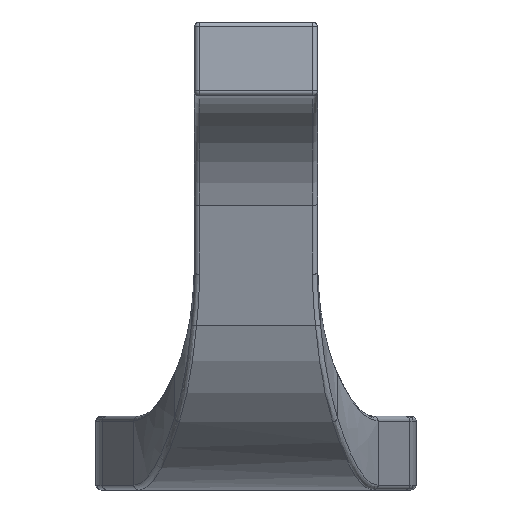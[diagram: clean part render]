
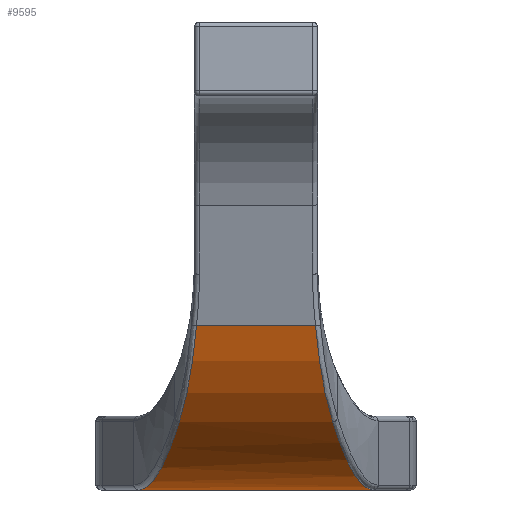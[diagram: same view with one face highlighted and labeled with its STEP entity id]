
A CAD part, left-side view. The second image highlights one B-rep face of the part: STEP entity #9595.
In plain terms, the highlighted cylindrical face has radius 45 mm (diameter 90 mm), a partial arc.
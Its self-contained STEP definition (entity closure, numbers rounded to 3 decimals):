
#1099=CARTESIAN_POINT('',(-31.,-23.749,0.));
#1100=CARTESIAN_POINT('',(-33.01,-23.294,0.));
#1101=CARTESIAN_POINT('',(-37.03,-22.385,
0.27));
#1102=CARTESIAN_POINT('',(-42.951,-21.021,
1.476));
#1103=CARTESIAN_POINT('',(-48.658,-19.657,
3.463));
#1104=CARTESIAN_POINT('',(-54.049,-18.294,
6.194));
#1105=CARTESIAN_POINT('',(-59.027,-16.93,
9.621));
#1106=CARTESIAN_POINT('',(-62.01,-16.021,
12.329));
#1107=CARTESIAN_POINT('',(-63.405,-15.566,
13.776));
#1112=DIRECTION('',(0.,1.,0.));
#1113=VECTOR('',#1112,47.497);
#1114=CARTESIAN_POINT('',(-31.,-23.749,0.));
#1115=LINE('',#1114,#1113);
#1119=CARTESIAN_POINT('',(-63.405,15.566,13.776));
#1120=CARTESIAN_POINT('',(-62.01,16.021,12.329));
#1121=CARTESIAN_POINT('',(-59.027,16.93,9.621));
#1122=CARTESIAN_POINT('',(-54.049,18.294,6.194));
#1123=CARTESIAN_POINT('',(-48.658,19.657,3.463));
#1124=CARTESIAN_POINT('',(-42.951,21.021,1.476));
#1125=CARTESIAN_POINT('',(-37.03,22.385,
0.27));
#1126=CARTESIAN_POINT('',(-33.01,23.294,0.));
#1127=CARTESIAN_POINT('',(-31.,23.749,0.));
#1147=DIRECTION('',(0.,1.,0.));
#1148=VECTOR('',#1147,24.16);
#1149=CARTESIAN_POINT('',(-74.467,-12.08,
33.353));
#1150=LINE('',#1149,#1148);
#1264=CARTESIAN_POINT('',(-74.467,12.08,33.353));
#1265=CARTESIAN_POINT('',(-73.978,12.237,31.529));
#1266=CARTESIAN_POINT('',(-72.77,12.616,27.939));
#1267=CARTESIAN_POINT('',(-70.292,13.382,22.82));
#1268=CARTESIAN_POINT('',(-67.184,14.35,18.046));
#1269=CARTESIAN_POINT('',(-64.723,15.137,15.144));
#1270=CARTESIAN_POINT('',(-63.405,15.566,13.776));
#2599=CARTESIAN_POINT('',(-63.405,-15.566,
13.776));
#2600=CARTESIAN_POINT('',(-64.723,-15.137,
15.144));
#2601=CARTESIAN_POINT('',(-67.184,-14.35,
18.046));
#2602=CARTESIAN_POINT('',(-70.292,-13.382,
22.82));
#2603=CARTESIAN_POINT('',(-72.77,-12.616,
27.939));
#2604=CARTESIAN_POINT('',(-73.978,-12.237,
31.529));
#2605=CARTESIAN_POINT('',(-74.467,-12.08,
33.353));
#9067=CARTESIAN_POINT('',(-31.,23.749,0.));
#9068=VERTEX_POINT('',#9067);
#9069=CARTESIAN_POINT('',(-31.,-23.749,0.));
#9070=VERTEX_POINT('',#9069);
#9079=CARTESIAN_POINT('',(-74.467,-12.08,
33.353));
#9080=VERTEX_POINT('',#9079);
#9081=CARTESIAN_POINT('',(-74.467,12.08,33.353));
#9082=VERTEX_POINT('',#9081);
#9091=VERTEX_POINT('',#2599);
#9092=VERTEX_POINT('',#1119);
#9578=CARTESIAN_POINT('',(-31.,-32.5,45.));
#9579=DIRECTION('',(0.,1.,0.));
#9580=DIRECTION('',(0.,0.,-1.));
#9581=AXIS2_PLACEMENT_3D('',#9578,#9579,#9580);
#9582=CYLINDRICAL_SURFACE('',#9581,45.);
#9584=ORIENTED_EDGE('',*,*,#9583,.F.);
#9586=ORIENTED_EDGE('',*,*,#9585,.F.);
#9587=ORIENTED_EDGE('',*,*,#9569,.F.);
#9588=ORIENTED_EDGE('',*,*,#9144,.T.);
#9590=ORIENTED_EDGE('',*,*,#9589,.F.);
#9592=ORIENTED_EDGE('',*,*,#9591,.F.);
#9593=EDGE_LOOP('',(#9584,#9586,#9587,#9588,#9590,#9592));
#9594=FACE_OUTER_BOUND('',#9593,.F.);
#1108=B_SPLINE_CURVE_WITH_KNOTS('',3,(#1099,#1100,#1101,#1102,#1103,#1104,#1105,
#1106,#1107),.UNSPECIFIED.,.F.,.F.,(4,1,1,1,1,1,4),(0.,0.167,
0.333,0.5,0.667,0.833,1.),
.UNSPECIFIED.);
#1128=B_SPLINE_CURVE_WITH_KNOTS('',3,(#1119,#1120,#1121,#1122,#1123,#1124,#1125,
#1126,#1127),.UNSPECIFIED.,.F.,.F.,(4,1,1,1,1,1,4),(0.,0.167,
0.333,0.5,0.667,0.833,1.),
.UNSPECIFIED.);
#1271=B_SPLINE_CURVE_WITH_KNOTS('',3,(#1264,#1265,#1266,#1267,#1268,#1269,
#1270),.UNSPECIFIED.,.F.,.F.,(4,1,1,1,4),(0.,0.25,0.5,0.75,1.),
.UNSPECIFIED.);
#2606=B_SPLINE_CURVE_WITH_KNOTS('',3,(#2599,#2600,#2601,#2602,#2603,#2604,
#2605),.UNSPECIFIED.,.F.,.F.,(4,1,1,1,4),(0.,0.25,0.5,0.75,1.),
.UNSPECIFIED.);
#9144=EDGE_CURVE('',#9070,#9068,#1115,.T.);
#9569=EDGE_CURVE('',#9070,#9091,#1108,.T.);
#9583=EDGE_CURVE('',#9080,#9082,#1150,.T.);
#9585=EDGE_CURVE('',#9091,#9080,#2606,.T.);
#9589=EDGE_CURVE('',#9092,#9068,#1128,.T.);
#9591=EDGE_CURVE('',#9082,#9092,#1271,.T.);
#9595=ADVANCED_FACE('',(#9594),#9582,.T.);
